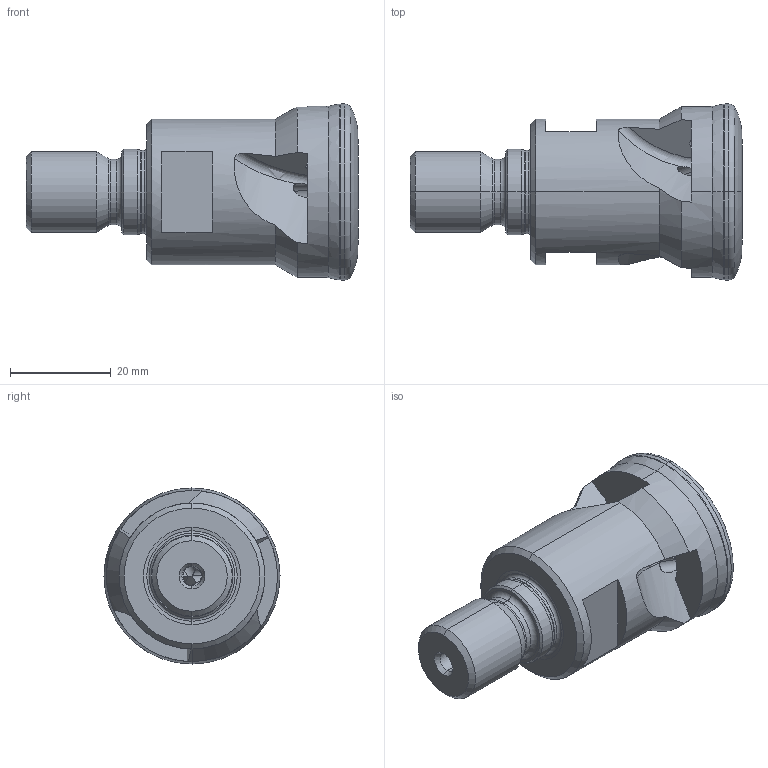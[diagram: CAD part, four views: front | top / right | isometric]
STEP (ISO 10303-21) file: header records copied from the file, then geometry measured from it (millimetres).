
FILE_DESCRIPTION (( 'STEP AP214' ), '1' );
FILE_NAME ('ESF-35-M16-540-3.STEP', '2011-11-21T15:23:52', ( '' ), ( '' ), 'SwSTEP 2.0', 'SolidWorks 2010', '' );
FILE_SCHEMA (( 'AUTOMOTIVE_DESIGN' ));
Length unit declared in the file: millimetre
Products named in the file (1): ESF-35-M16-540-3
Bounding box: 65.98 x 35 x 35 mm (x, y, z)
Volume: 31767.7 mm3; surface area: 8263 mm2
Topology: 1 solids, 1 shells, 112 faces, 279 edges, 169 vertices
Faces by surface type: cylinder 35, cone 29, torus 25, plane 23
Entity records: 3690 total; most frequent: CARTESIAN_POINT 1042, ORIENTED_EDGE 558, DIRECTION 555, EDGE_CURVE 279, AXIS2_PLACEMENT_3D 240, VERTEX_POINT 169, CIRCLE 127, EDGE_LOOP 118
